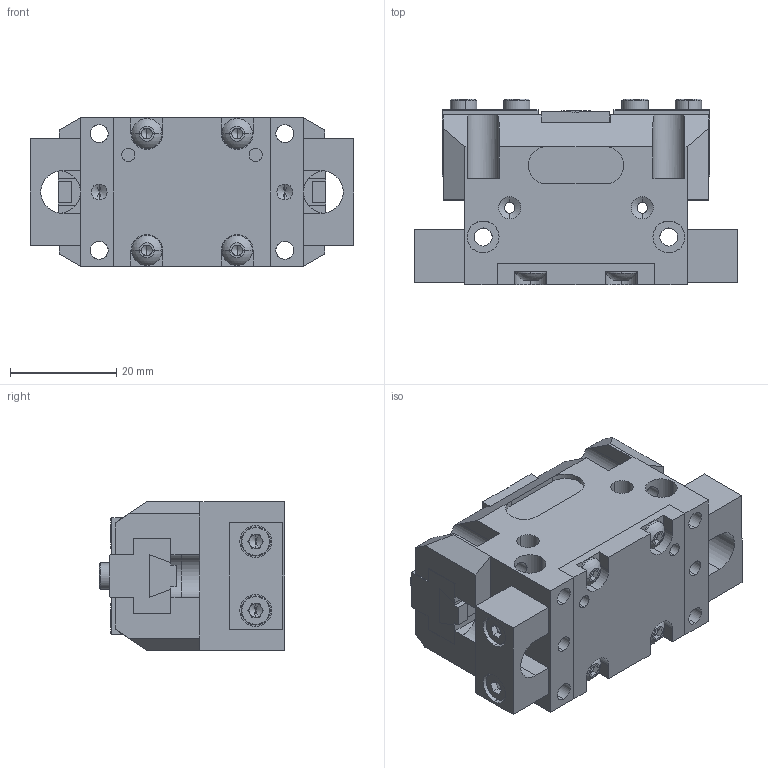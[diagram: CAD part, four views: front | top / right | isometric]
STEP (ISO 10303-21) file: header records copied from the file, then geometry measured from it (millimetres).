
FILE_DESCRIPTION (( 'STEP AP214' ), '1' );
FILE_NAME ('2PG 050.STEP', '2012-02-28T05:16:51', ( 'xw4600' ), ( '' ), 'SwSTEP 2.0', 'SolidWorks 2010', '' );
FILE_SCHEMA (( 'AUTOMOTIVE_DESIGN' ));
Length unit declared in the file: millimetre
Products named in the file (11): 2PG050-07_ル遽; 2PG050-01_ル遽; 2PG050-06_ル遽; 2PG050-04_ル遽; countersunk head screw_ISO 10642 - M3 x 8 --- 8N; 2PG050-08_ル遽; 2PG050-10_ル遽; Socket Head Cap Screw_ISO 4762 M3 x 10 --- 10N; 2PG050-09_ル遽; 2PG 050; Socket Button Head Screw_ISO 7380 - M3 x 8 --- 8N
Assembly tree (23 placements, depth 2):
  2PG 050
    2PG050-04_ル遽  x2
    Socket Button Head Screw_ISO 7380 - M3 x 8 --- 8N  x4
    2PG050-09_ル遽  x2
    2PG050-08_ル遽
    2PG050-07_ル遽
    countersunk head screw_ISO 10642 - M3 x 8 --- 8N  x2
    2PG050-01_ル遽
    2PG050-06_ル遽  x2
    Socket Head Cap Screw_ISO 4762 M3 x 10 --- 10N  x4
    2PG050-10_ル遽  x4
Bounding box: 61 x 35 x 28 mm (x, y, z)
Volume: 32116.7 mm3; surface area: 24330.1 mm2
Topology: 23 solids, 23 shells, 761 faces, 1870 edges, 1138 vertices
Faces by surface type: plane 369, cylinder 220, cone 132, torus 32, sphere 8
Entity records: 14751 total; most frequent: CARTESIAN_POINT 2660, DIRECTION 2424, ORIENTED_EDGE 2252, EDGE_CURVE 1126, AXIS2_PLACEMENT_3D 866, VERTEX_POINT 714, VECTOR 692, LINE 692
